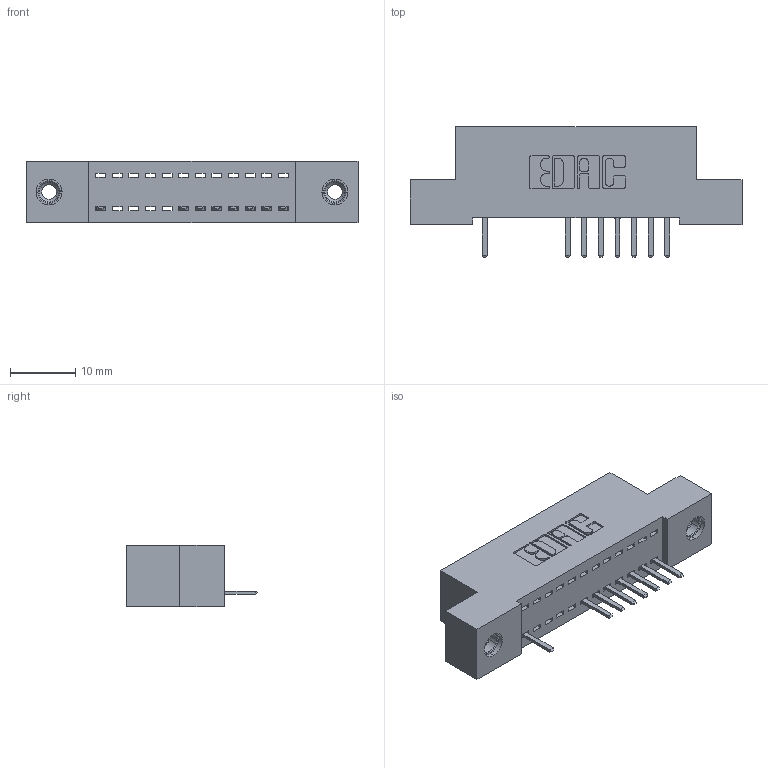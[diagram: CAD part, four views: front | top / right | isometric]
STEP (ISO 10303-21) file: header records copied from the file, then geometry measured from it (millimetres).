
FILE_DESCRIPTION (( 'STEP AP203' ), '1' );
FILE_NAME ('392-012-520-108.STEP', '2018-08-14T21:38:29', ( '' ), ( '' ), 'SwSTEP 2.0', 'SolidWorks 2016', '' );
FILE_SCHEMA (( 'CONFIG_CONTROL_DESIGN' ));
Length unit declared in the file: inch
Products named in the file (4): 342 Part_TI; 345-292-001_345-293-120; 345-250-001_345-250-003-102; 392-012-520-108
Assembly tree (11 placements, depth 2):
  392-012-520-108
    342 Part_TI
    345-292-001_345-293-120  x8
    345-250-001_345-250-003-102  x2
Bounding box: 50.8 x 20.02 x 9.4 mm (x, y, z)
Volume: 4269.2 mm3; surface area: 5416.2 mm2
Topology: 11 solids, 11 shells, 714 faces, 2075 edges, 1354 vertices
Faces by surface type: plane 498, cylinder 200, cone 12, torus 4
Entity records: 12256 total; most frequent: CARTESIAN_POINT 2129, ORIENTED_EDGE 2062, DIRECTION 1873, EDGE_CURVE 1031, VECTOR 879, LINE 879, VERTEX_POINT 680, AXIS2_PLACEMENT_3D 497
